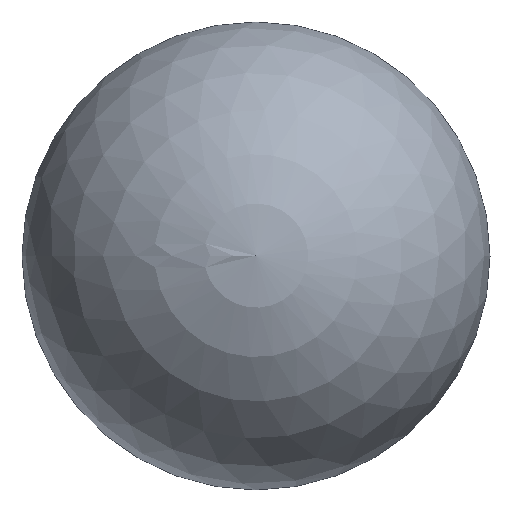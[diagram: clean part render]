
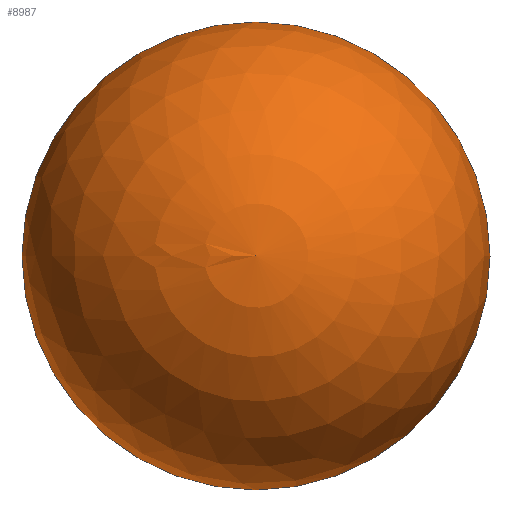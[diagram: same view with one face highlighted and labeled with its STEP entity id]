
A CAD part, top view. The second image highlights one B-rep face of the part: STEP entity #8987.
In plain terms, the highlighted spherical face has radius 45 mm.
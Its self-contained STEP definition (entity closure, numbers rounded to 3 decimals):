
#644 = DIRECTION ( 'NONE',  ( -1., 0., 0. ) ) ;
#655 = ORIENTED_EDGE ( 'NONE', *, *, #2501, .T. ) ;
#1078 = DIRECTION ( 'NONE',  ( 0., 0., 1. ) ) ;
#1117 = AXIS2_PLACEMENT_3D ( 'NONE', #3375, #1078, #1909 ) ;
#1210 = VERTEX_POINT ( 'NONE', #6724 ) ;
#1566 = CARTESIAN_POINT ( 'NONE',  ( 0., 45., 0. ) ) ;
#1909 = DIRECTION ( 'NONE',  ( 1., 0., 0. ) ) ;
#2078 = EDGE_CURVE ( 'NONE', #1210, #8767, #3544, .T. ) ;
#2116 = DIRECTION ( 'NONE',  ( 0., 0., -1. ) ) ;
#2501 = EDGE_CURVE ( 'NONE', #1210, #8767, #9428, .T. ) ;
#2673 = DIRECTION ( 'NONE',  ( 0., 0., 1. ) ) ;
#3366 = SPHERICAL_SURFACE ( 'NONE', #5497, 45. ) ;
#3375 = CARTESIAN_POINT ( 'NONE',  ( 0., 0., 0. ) ) ;
#3397 = ORIENTED_EDGE ( 'NONE', *, *, #2078, .F. ) ;
#3544 = CIRCLE ( 'NONE', #9212, 45. ) ;
#3833 = FACE_OUTER_BOUND ( 'NONE', #8458, .T. ) ;
#5497 = AXIS2_PLACEMENT_3D ( 'NONE', #7829, #2673, #8507 ) ;
#6724 = CARTESIAN_POINT ( 'NONE',  ( 0., -45., 0. ) ) ;
#7829 = CARTESIAN_POINT ( 'NONE',  ( 0., 0., 0. ) ) ;
#8033 = CARTESIAN_POINT ( 'NONE',  ( 0., 0., 0. ) ) ;
#8458 = EDGE_LOOP ( 'NONE', ( #3397, #655 ) ) ;
#8507 = DIRECTION ( 'NONE',  ( -1., 0., 0. ) ) ;
#8767 = VERTEX_POINT ( 'NONE', #1566 ) ;
#8987 = ADVANCED_FACE ( 'NONE', ( #3833 ), #3366, .T. ) ;
#9212 = AXIS2_PLACEMENT_3D ( 'NONE', #8033, #2116, #644 ) ;
#9428 = CIRCLE ( 'NONE', #1117, 45. ) ;
